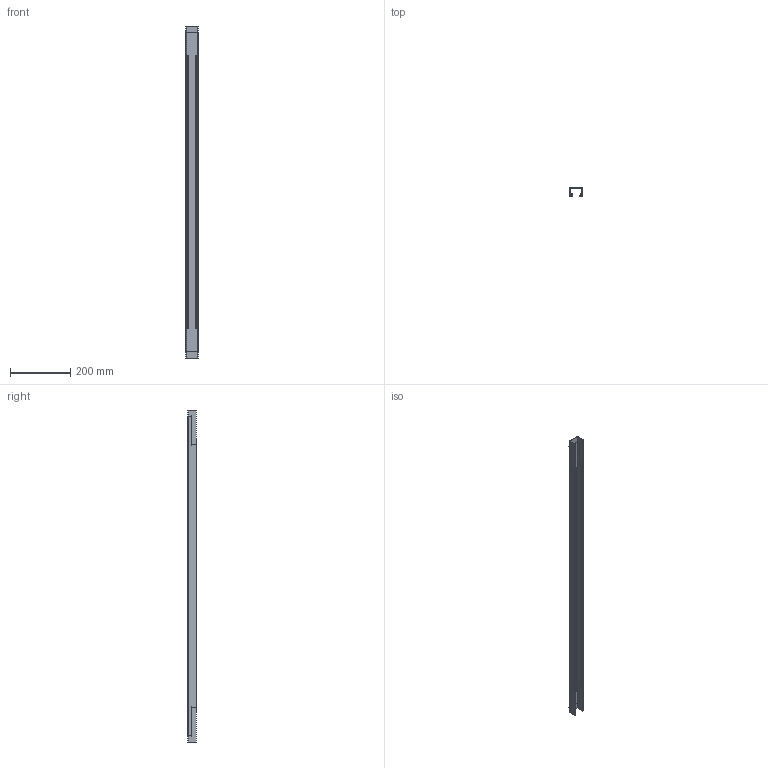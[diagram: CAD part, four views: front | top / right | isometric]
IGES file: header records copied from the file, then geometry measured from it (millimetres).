
Start section:  PTC IGES file: 215045.igs
Global section: file name: 215045.igs; native system: Creo Parametric by PTC Inc.; preprocessor: 2018300; author: pdmadmin; organization: Unknown; date: 20191112.073636; units: millimetre
Bounding box: 43.29 x 29.66 x 1100.94 mm (x, y, z)
Volume: 177770.4 mm3; surface area: 927123.1 mm2
Topology: 3 solids, 3 shells, 84 faces, 360 edges, 424 vertices
Faces by surface type: bspline 76, revolution 8
